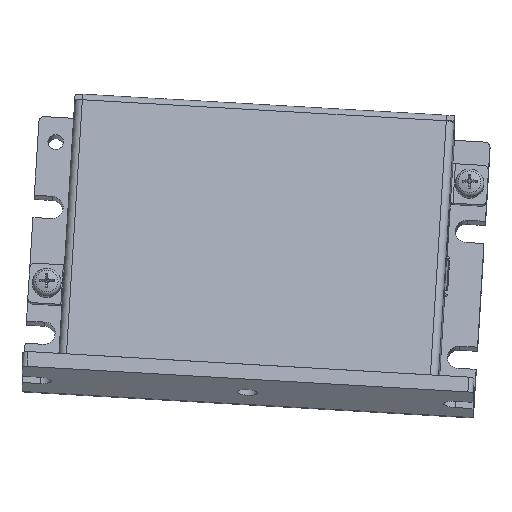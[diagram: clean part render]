
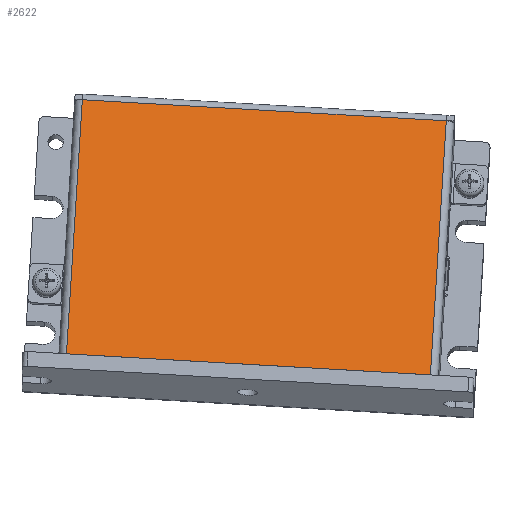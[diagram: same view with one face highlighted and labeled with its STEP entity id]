
A CAD part, left-side view. The second image highlights one B-rep face of the part: STEP entity #2622.
In plain terms, the highlighted face is planar.
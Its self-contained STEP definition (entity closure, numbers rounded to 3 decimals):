
#2430=CARTESIAN_POINT('',(0.0,1.5,1.5));
#2431=VERTEX_POINT('',#2430);
#2456=CARTESIAN_POINT('',(0.0,1.5,53.));
#2457=VERTEX_POINT('',#2456);
#2493=CARTESIAN_POINT('',(0.0,1.5,1.5));
#2494=DIRECTION('',(0.0,0.0,1.0));
#2495=VECTOR('',#2494,51.5);
#2496=LINE('',#2493,#2495);
#2497=EDGE_CURVE('',#2431,#2457,#2496,.T.);
#2573=CARTESIAN_POINT('',(0.0,72.5,1.5));
#2574=VERTEX_POINT('',#2573);
#2575=CARTESIAN_POINT('',(0.0,72.5,1.5));
#2576=DIRECTION('',(0.0,-1.0,0.0));
#2577=VECTOR('',#2576,71.);
#2578=LINE('',#2575,#2577);
#2579=EDGE_CURVE('',#2574,#2431,#2578,.T.);
#2599=CARTESIAN_POINT('',(0.0,37.,26.5));
#2600=DIRECTION('',(1.0,0.0,0.0));
#2601=DIRECTION('',(0.0,0.0,-1.0));
#2602=AXIS2_PLACEMENT_3D('',#2599,#2600,#2601);
#2603=PLANE('',#2602);
#2604=ORIENTED_EDGE('',*,*,#2497,.T.);
#2605=CARTESIAN_POINT('',(0.0,72.5,53.));
#2606=VERTEX_POINT('',#2605);
#2607=CARTESIAN_POINT('',(0.0,72.5,53.));
#2608=DIRECTION('',(0.0,-1.0,0.0));
#2609=VECTOR('',#2608,71.0);
#2610=LINE('',#2607,#2609);
#2611=EDGE_CURVE('',#2606,#2457,#2610,.T.);
#2612=ORIENTED_EDGE('',*,*,#2611,.F.);
#2613=CARTESIAN_POINT('',(0.0,72.5,53.));
#2614=DIRECTION('',(0.0,0.0,-1.0));
#2615=VECTOR('',#2614,51.5);
#2616=LINE('',#2613,#2615);
#2617=EDGE_CURVE('',#2606,#2574,#2616,.T.);
#2618=ORIENTED_EDGE('',*,*,#2617,.T.);
#2619=ORIENTED_EDGE('',*,*,#2579,.T.);
#2620=EDGE_LOOP('',(#2604,#2612,#2618,#2619));
#2621=FACE_OUTER_BOUND('',#2620,.T.);
#2622=ADVANCED_FACE('',(#2621),#2603,.F.);
